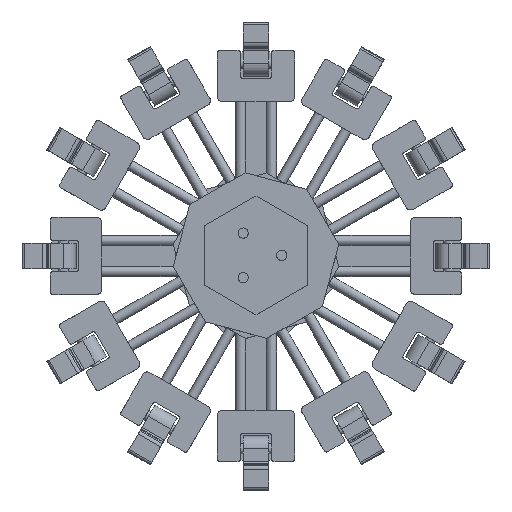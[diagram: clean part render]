
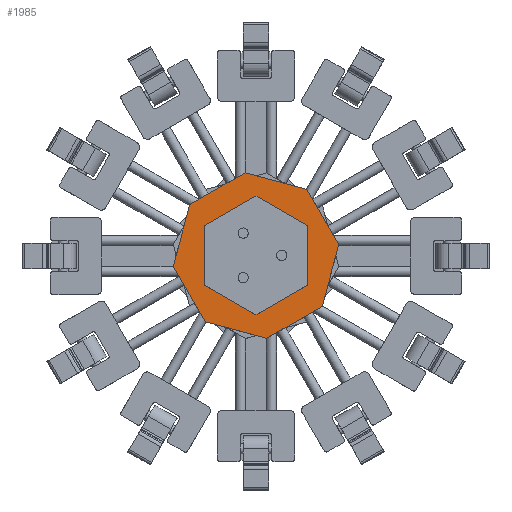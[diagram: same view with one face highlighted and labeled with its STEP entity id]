
A CAD part, top view. The second image highlights one B-rep face of the part: STEP entity #1985.
In plain terms, the highlighted planar face has unit normal (0, 0, 1).
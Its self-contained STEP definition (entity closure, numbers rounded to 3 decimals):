
#1985=ADVANCED_FACE('1:494',(#3127,#3128,#3129,#3130),#3131,.T.);
#3127=FACE_OUTER_BOUND('',#4027,.T.);
#3128=FACE_BOUND('',#4028,.T.);
#3129=FACE_BOUND('',#4029,.T.);
#3130=FACE_BOUND('',#4030,.T.);
#3131=PLANE('',#4031);
#4027=EDGE_LOOP('',(#5399,#5400,#5401,#5402,#5403,#5404,#5405,#5406));
#4028=EDGE_LOOP('',(#5407,#5408));
#4029=EDGE_LOOP('',(#5409,#5410));
#4030=EDGE_LOOP('',(#5411,#5412));
#4031=AXIS2_PLACEMENT_3D('',#5413,#5414,#5415);
#5399=ORIENTED_EDGE('',*,*,#6702,.T.);
#5400=ORIENTED_EDGE('',*,*,#6714,.F.);
#5401=ORIENTED_EDGE('',*,*,#6647,.T.);
#5402=ORIENTED_EDGE('',*,*,#6638,.T.);
#5403=ORIENTED_EDGE('',*,*,#6629,.T.);
#5404=ORIENTED_EDGE('',*,*,#6717,.F.);
#5405=ORIENTED_EDGE('',*,*,#6707,.T.);
#5406=ORIENTED_EDGE('',*,*,#6711,.T.);
#5407=ORIENTED_EDGE('',*,*,#6719,.F.);
#5408=ORIENTED_EDGE('',*,*,#6537,.F.);
#5409=ORIENTED_EDGE('',*,*,#6720,.F.);
#5410=ORIENTED_EDGE('',*,*,#6542,.F.);
#5411=ORIENTED_EDGE('',*,*,#6721,.F.);
#5412=ORIENTED_EDGE('',*,*,#6547,.F.);
#5413=CARTESIAN_POINT('',(0.0,0.0,10.0));
#5414=DIRECTION('',(0.0,0.0,1.0));
#5415=DIRECTION('',(1.0,0.0,0.0));
#6537=EDGE_CURVE('',#7409,#7405,#7411,.T.);
#6542=EDGE_CURVE('',#7418,#7414,#7420,.T.);
#6547=EDGE_CURVE('',#7427,#7423,#7429,.T.);
#6629=EDGE_CURVE('1:527',#7574,#7572,#7575,.T.);
#6638=EDGE_CURVE('1:548',#7585,#7574,#7586,.T.);
#6647=EDGE_CURVE('1:566',#7596,#7585,#7597,.T.);
#6702=EDGE_CURVE('1:653',#7655,#7653,#7656,.T.);
#6707=EDGE_CURVE('1:665',#7664,#7662,#7665,.T.);
#6711=EDGE_CURVE('1:674',#7662,#7655,#7669,.T.);
#6714=EDGE_CURVE('1:680',#7596,#7653,#7672,.T.);
#6717=EDGE_CURVE('1:686',#7664,#7572,#7675,.T.);
#6719=EDGE_CURVE('1:689',#7405,#7409,#7677,.T.);
#6720=EDGE_CURVE('1:692',#7414,#7418,#7678,.T.);
#6721=EDGE_CURVE('1:695',#7423,#7427,#7679,.T.);
#7405=VERTEX_POINT('',#8605);
#7409=VERTEX_POINT('',#8610);
#7411=CIRCLE('',#8613,2.0);
#7414=VERTEX_POINT('',#8616);
#7418=VERTEX_POINT('',#8621);
#7420=CIRCLE('',#8624,2.0);
#7423=VERTEX_POINT('',#8627);
#7427=VERTEX_POINT('',#8632);
#7429=CIRCLE('',#8635,2.0);
#7572=VERTEX_POINT('',#8809);
#7574=VERTEX_POINT('',#8812);
#7575=LINE('',#8813,#8814);
#7585=VERTEX_POINT('',#8826);
#7586=LINE('',#8827,#8828);
#7596=VERTEX_POINT('',#8840);
#7597=LINE('',#8841,#8842);
#7653=VERTEX_POINT('',#8900);
#7655=VERTEX_POINT('',#8903);
#7656=LINE('',#8904,#8905);
#7662=VERTEX_POINT('',#8913);
#7664=VERTEX_POINT('',#8916);
#7665=LINE('',#8917,#8918);
#7669=LINE('',#8924,#8925);
#7672=LINE('',#8929,#8930);
#7675=LINE('',#8934,#8935);
#7677=CIRCLE('',#8937,2.0);
#7678=CIRCLE('',#8938,2.0);
#7679=CIRCLE('',#8939,2.0);
#8605=CARTESIAN_POINT('',(-6.,-10.392,10.0));
#8610=CARTESIAN_POINT('',(-4.0,-6.928,10.0));
#8613=AXIS2_PLACEMENT_3D('',#9880,#9881,#9882);
#8616=CARTESIAN_POINT('',(-6.0,10.392,10.0));
#8621=CARTESIAN_POINT('',(-4.0,6.928,10.0));
#8624=AXIS2_PLACEMENT_3D('',#9888,#9889,#9890);
#8627=CARTESIAN_POINT('',(12.0,0.0,10.0));
#8632=CARTESIAN_POINT('',(8.0,0.,10.0));
#8635=AXIS2_PLACEMENT_3D('',#9896,#9897,#9898);
#8809=CARTESIAN_POINT('',(-12.426,-30.0,10.0));
#8812=CARTESIAN_POINT('',(-30.0,-12.426,10.0));
#8813=CARTESIAN_POINT('',(-30.0,-12.426,10.0));
#8814=VECTOR('',#10027,1.0);
#8826=CARTESIAN_POINT('',(-30.0,12.426,10.0));
#8827=CARTESIAN_POINT('',(-30.0,12.426,10.0));
#8828=VECTOR('',#10039,1.0);
#8840=CARTESIAN_POINT('',(-12.426,30.0,10.0));
#8841=CARTESIAN_POINT('',(-12.426,30.0,10.0));
#8842=VECTOR('',#10051,1.0);
#8900=CARTESIAN_POINT('',(12.426,30.0,10.0));
#8903=CARTESIAN_POINT('',(30.0,12.426,10.0));
#8904=CARTESIAN_POINT('',(30.0,12.426,10.0));
#8905=VECTOR('',#10127,1.0);
#8913=CARTESIAN_POINT('',(30.0,-12.426,10.0));
#8916=CARTESIAN_POINT('',(12.426,-30.0,10.0));
#8917=CARTESIAN_POINT('',(12.426,-30.0,10.0));
#8918=VECTOR('',#10131,1.0);
#8924=CARTESIAN_POINT('',(30.0,-12.426,10.0));
#8925=VECTOR('',#10134,1.0);
#8929=CARTESIAN_POINT('',(17.321,30.0,10.0));
#8930=VECTOR('',#10136,1.0);
#8934=CARTESIAN_POINT('',(-17.321,-30.0,10.0));
#8935=VECTOR('',#10138,1.0);
#8937=AXIS2_PLACEMENT_3D('',#10139,#10140,#10141);
#8938=AXIS2_PLACEMENT_3D('',#10142,#10143,#10144);
#8939=AXIS2_PLACEMENT_3D('',#10145,#10146,#10147);
#9880=CARTESIAN_POINT('',(-5.,-8.66,10.0));
#9881=DIRECTION('',(0.0,0.0,1.0));
#9882=DIRECTION('',(-0.5,-0.866,0.0));
#9888=CARTESIAN_POINT('',(-5.0,8.66,10.0));
#9889=DIRECTION('',(0.0,0.0,1.0));
#9890=DIRECTION('',(-0.5,0.866,0.0));
#9896=CARTESIAN_POINT('',(10.0,0.0,10.0));
#9897=DIRECTION('',(0.0,0.0,1.0));
#9898=DIRECTION('',(1.0,0.0,0.0));
#10027=DIRECTION('',(0.707,-0.707,0.0));
#10039=DIRECTION('',(0.0,-1.0,0.0));
#10051=DIRECTION('',(-0.707,-0.707,0.0));
#10127=DIRECTION('',(-0.707,0.707,0.0));
#10131=DIRECTION('',(0.707,0.707,0.0));
#10134=DIRECTION('',(0.,1.0,0.0));
#10136=DIRECTION('',(1.0,0.,0.0));
#10138=DIRECTION('',(-1.0,0.,0.0));
#10139=CARTESIAN_POINT('',(-5.,-8.66,10.0));
#10140=DIRECTION('',(0.0,0.0,1.0));
#10141=DIRECTION('',(-0.5,-0.866,0.0));
#10142=CARTESIAN_POINT('',(-5.0,8.66,10.0));
#10143=DIRECTION('',(0.0,0.0,1.0));
#10144=DIRECTION('',(-0.5,0.866,0.0));
#10145=CARTESIAN_POINT('',(10.0,0.0,10.0));
#10146=DIRECTION('',(0.0,0.0,1.0));
#10147=DIRECTION('',(1.0,0.0,0.0));
